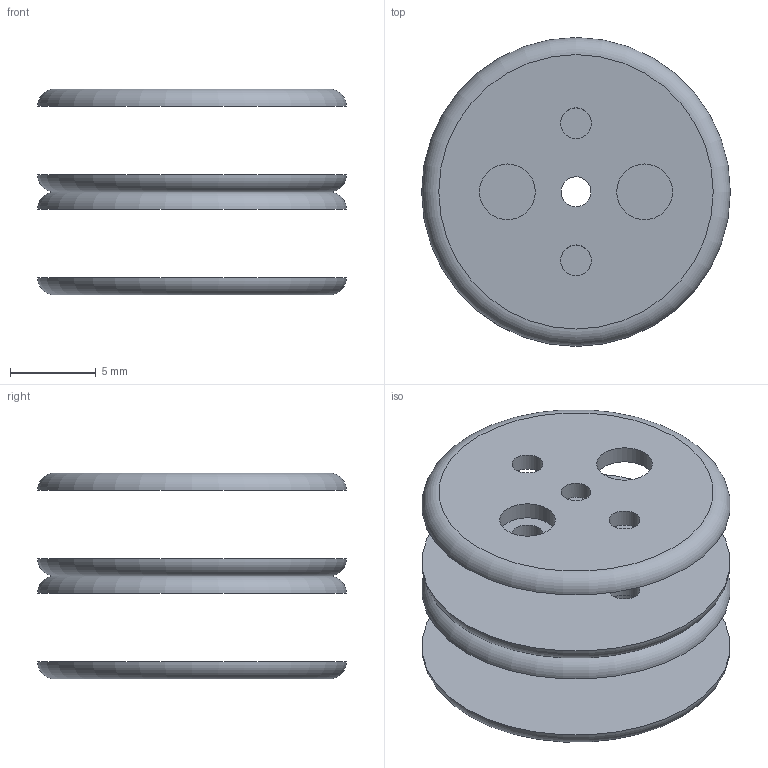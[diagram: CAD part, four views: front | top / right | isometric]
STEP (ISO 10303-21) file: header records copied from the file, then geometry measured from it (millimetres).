
FILE_DESCRIPTION(('HOOPS Exchange Step'),'2;1');
FILE_NAME('temp_export','2023-12-16T01:07:06-05:00',('jscotto'),('Shapr3D Limited'),'HOOPS Exchange 2023.2','Shapr3D','Authorized');
FILE_SCHEMA( ('AUTOMOTIVE_DESIGN { 1 0 10303 214 1 1 1 1 }') );
Length unit declared in the file: millimetre
Products named in the file (1): Pusher (Black)
Bounding box: 18 x 18 x 12 mm (x, y, z)
Volume: 915.5 mm3; surface area: 2150.5 mm2
Topology: 4 solids, 4 shells, 27 faces, 74 edges, 55 vertices
Faces by surface type: cylinder 13, plane 8, torus 5, bspline 1
Full cylindrical faces by diameter (mm): 1.5 x1, 1.8 x9, 3.25 x3
Entity records: 1374 total; most frequent: CARTESIAN_POINT 537, DIRECTION 183, ORIENTED_EDGE 148, AXIS2_PLACEMENT_3D 85, EDGE_CURVE 74, CIRCLE 58, EDGE_LOOP 57, FACE_BOUND 57
